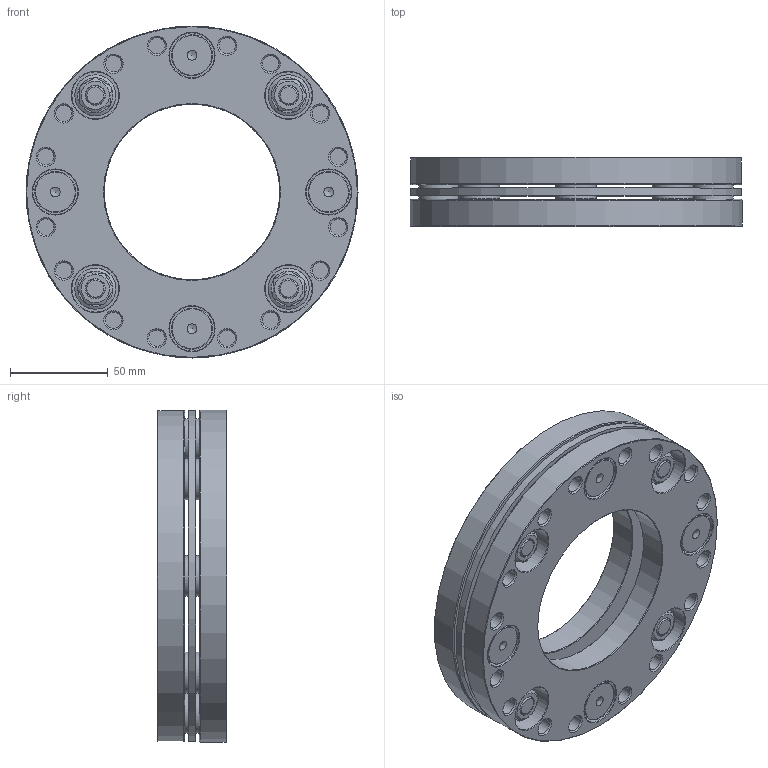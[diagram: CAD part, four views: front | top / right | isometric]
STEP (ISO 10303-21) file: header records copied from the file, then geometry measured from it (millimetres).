
FILE_DESCRIPTION(/* description */ ('Unknown'),/* implementation_level */ '2;1');
FILE_NAME(/* name */ 'HK80-28-00-00',/* time_stamp */ '2020-09-14T13:28:45+02:00',/* author */ ('Unknown'),/* organization */ ('Unknown'),/* preprocessor_version */ 'ST-DEVELOPER v16.7',/* originating_system */ 'Solid Edge',/* authorisation */ 'Unknown');
FILE_SCHEMA (('AUTOMOTIVE_DESIGN {1 0 10303 214 3 1 1}'));
Length unit declared in the file: millimetre
Products named in the file (1): Part2
Bounding box: 170 x 35.5 x 170 mm (x, y, z)
Volume: 460543.1 mm3; surface area: 132868 mm2
Topology: 1 solids, 1 shells, 444 faces, 1010 edges, 612 vertices
Faces by surface type: cone 150, plane 142, cylinder 134, torus 18
Full cylindrical faces by diameter (mm): 8.376 x32, 21 x32, 23 x8, 24 x8, 90 x2, 110 x1, 170 x3
Entity records: 13960 total; most frequent: DIRECTION 2002, CARTESIAN_POINT 1853, ORIENTED_EDGE 1352, AXIS2_PLACEMENT_3D 929, FACE_BOUND 848, EDGE_LOOP 840, EDGE_CURVE 676, VERTEX_POINT 540
